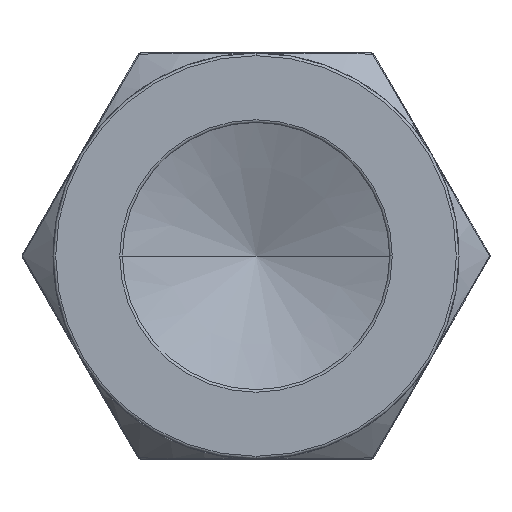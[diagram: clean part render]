
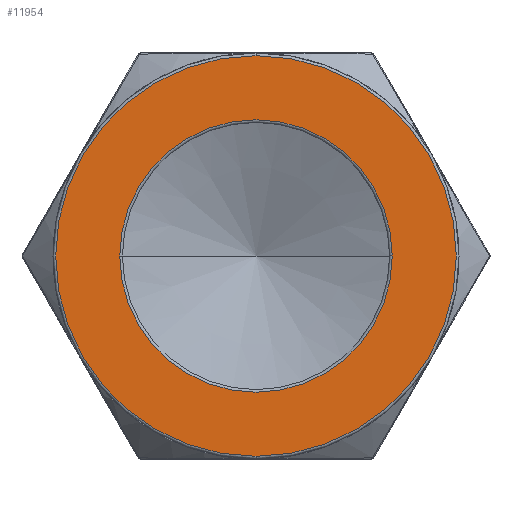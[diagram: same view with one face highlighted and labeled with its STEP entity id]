
A CAD part, left-side view. The second image highlights one B-rep face of the part: STEP entity #11954.
In plain terms, the highlighted face is planar.
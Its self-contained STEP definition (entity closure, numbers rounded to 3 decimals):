
#9135=CARTESIAN_POINT('',(0.,0.,0.));
#9136=DIRECTION('',(-1.,0.,0.));
#9137=DIRECTION('',(0.,1.,0.));
#9138=AXIS2_PLACEMENT_3D('',#9135,#9136,#9137);
#9140=CARTESIAN_POINT('',(0.,0.,0.));
#9141=DIRECTION('',(-1.,0.,0.));
#9142=DIRECTION('',(0.,-1.,0.));
#9143=AXIS2_PLACEMENT_3D('',#9140,#9141,#9142);
#9145=CARTESIAN_POINT('',(0.,0.,0.));
#9146=DIRECTION('',(1.,0.,0.));
#9147=DIRECTION('',(0.,0.,1.));
#9148=AXIS2_PLACEMENT_3D('',#9145,#9146,#9147);
#9150=CARTESIAN_POINT('',(0.,0.,0.));
#9151=DIRECTION('',(1.,0.,0.));
#9152=DIRECTION('',(0.,0.,-1.));
#9153=AXIS2_PLACEMENT_3D('',#9150,#9151,#9152);
#11765=CARTESIAN_POINT('',(0.,12.75,0.));
#11766=CARTESIAN_POINT('',(0.,-12.75,0.));
#11767=VERTEX_POINT('',#11765);
#11768=VERTEX_POINT('',#11766);
#11798=CARTESIAN_POINT('',(0.,0.,18.75));
#11799=CARTESIAN_POINT('',(0.,0.,-18.75));
#11800=VERTEX_POINT('',#11798);
#11801=VERTEX_POINT('',#11799);
#11937=CARTESIAN_POINT('',(0.,0.,0.));
#11938=DIRECTION('',(1.,0.,0.));
#11939=DIRECTION('',(0.,-1.,0.));
#11940=AXIS2_PLACEMENT_3D('',#11937,#11938,#11939);
#11941=PLANE('',#11940);
#11943=ORIENTED_EDGE('',*,*,#11942,.F.);
#11945=ORIENTED_EDGE('',*,*,#11944,.F.);
#11946=EDGE_LOOP('',(#11943,#11945));
#11947=FACE_OUTER_BOUND('',#11946,.F.);
#11949=ORIENTED_EDGE('',*,*,#11948,.F.);
#11951=ORIENTED_EDGE('',*,*,#11950,.F.);
#11952=EDGE_LOOP('',(#11949,#11951));
#11953=FACE_BOUND('',#11952,.F.);
#9139=CIRCLE('',#9138,12.75);
#9144=CIRCLE('',#9143,12.75);
#9149=CIRCLE('',#9148,18.75);
#9154=CIRCLE('',#9153,18.75);
#11942=EDGE_CURVE('',#11800,#11801,#9149,.T.);
#11944=EDGE_CURVE('',#11801,#11800,#9154,.T.);
#11948=EDGE_CURVE('',#11767,#11768,#9139,.T.);
#11950=EDGE_CURVE('',#11768,#11767,#9144,.T.);
#11954=ADVANCED_FACE('',(#11947,#11953),#11941,.T.);
